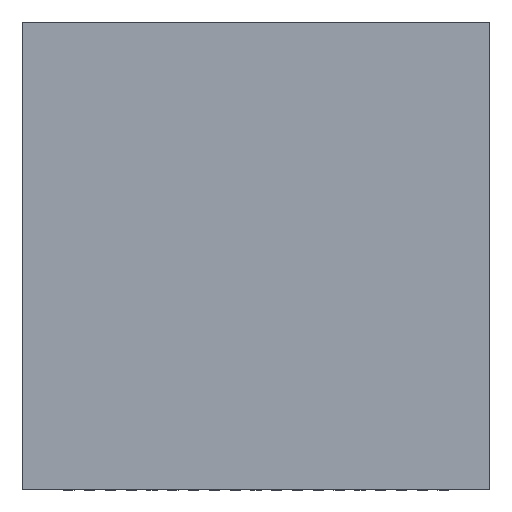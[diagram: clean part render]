
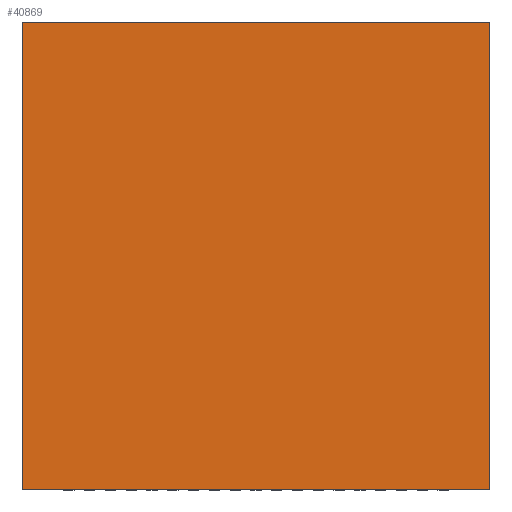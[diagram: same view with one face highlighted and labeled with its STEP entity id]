
A CAD part, top view. The second image highlights one B-rep face of the part: STEP entity #40869.
In plain terms, the highlighted face is planar.
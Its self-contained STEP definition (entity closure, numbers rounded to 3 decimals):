
#31256=DIRECTION('',(0.,0.,1.));
#31257=VECTOR('',#31256,9.);
#31258=CARTESIAN_POINT('',(-4.5,0.975,-4.5));
#31259=LINE('',#31258,#31257);
#31263=DIRECTION('',(-1.,0.,0.));
#31264=VECTOR('',#31263,9.);
#31265=CARTESIAN_POINT('',(4.5,0.975,-4.5));
#31266=LINE('',#31265,#31264);
#31270=DIRECTION('',(0.,0.,-1.));
#31271=VECTOR('',#31270,9.);
#31272=CARTESIAN_POINT('',(4.5,0.975,4.5));
#31273=LINE('',#31272,#31271);
#31277=DIRECTION('',(1.,0.,0.));
#31278=VECTOR('',#31277,9.);
#31279=CARTESIAN_POINT('',(-4.5,0.975,4.5));
#31280=LINE('',#31279,#31278);
#33974=CARTESIAN_POINT('',(-4.5,0.975,-4.5));
#33975=CARTESIAN_POINT('',(-4.5,0.975,4.5));
#33976=VERTEX_POINT('',#33974);
#33977=VERTEX_POINT('',#33975);
#33978=CARTESIAN_POINT('',(4.5,0.975,4.5));
#33979=VERTEX_POINT('',#33978);
#33980=CARTESIAN_POINT('',(4.5,0.975,-4.5));
#33981=VERTEX_POINT('',#33980);
#40858=CARTESIAN_POINT('',(0.,0.975,0.));
#40859=DIRECTION('',(0.,1.,0.));
#40860=DIRECTION('',(1.,0.,0.));
#40861=AXIS2_PLACEMENT_3D('',#40858,#40859,#40860);
#40862=PLANE('',#40861);
#40863=ORIENTED_EDGE('',*,*,#36952,.F.);
#40864=ORIENTED_EDGE('',*,*,#37261,.F.);
#40865=ORIENTED_EDGE('',*,*,#39003,.F.);
#40866=ORIENTED_EDGE('',*,*,#40618,.F.);
#40867=EDGE_LOOP('',(#40863,#40864,#40865,#40866));
#40868=FACE_OUTER_BOUND('',#40867,.F.);
#36952=EDGE_CURVE('',#33976,#33977,#31259,.T.);
#37261=EDGE_CURVE('',#33981,#33976,#31266,.T.);
#39003=EDGE_CURVE('',#33979,#33981,#31273,.T.);
#40618=EDGE_CURVE('',#33977,#33979,#31280,.T.);
#40869=ADVANCED_FACE('',(#40868),#40862,.T.);
